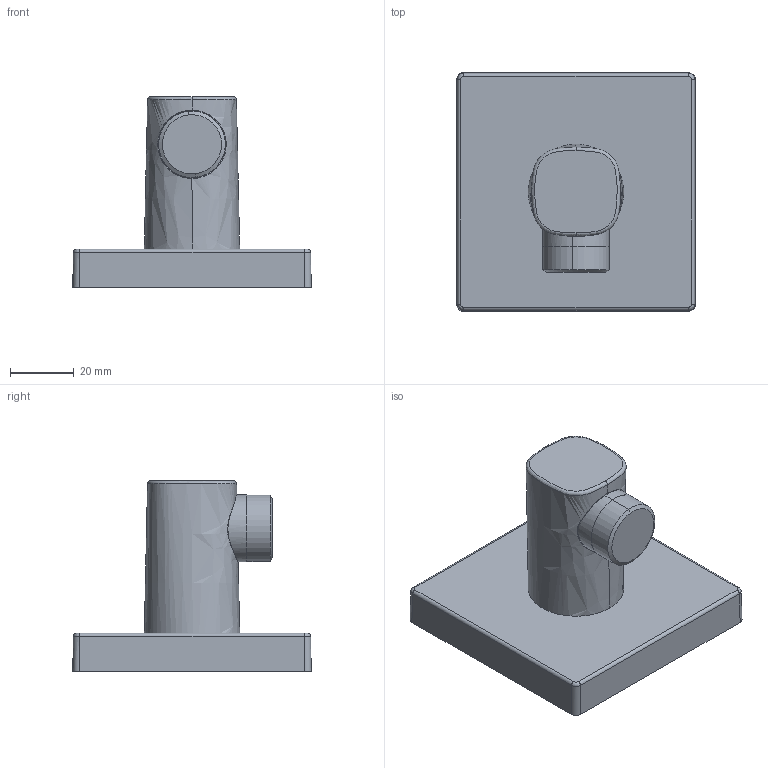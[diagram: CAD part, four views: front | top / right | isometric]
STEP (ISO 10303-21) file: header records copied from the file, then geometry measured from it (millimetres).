
FILE_DESCRIPTION (( 'STEP AP203' ), '1' );
FILE_NAME ('223304(2017)+51180180.STEP', '2017-03-14T10:39:40', ( '' ), ( '' ), 'SwSTEP 2.0', 'SolidWorks 2016', '' );
FILE_SCHEMA (( 'CONFIG_CONTROL_DESIGN' ));
Length unit declared in the file: millimetre
Products named in the file (1): 223304(2017)+51180180
Bounding box: 75 x 75 x 60 mm (x, y, z)
Volume: 104431.4 mm3; surface area: 19829.3 mm2
Topology: 1 solids, 1 shells, 32 faces, 73 edges, 46 vertices
Faces by surface type: cylinder 12, plane 9, bspline 9, cone 2
Entity records: 2835 total; most frequent: CARTESIAN_POINT 2122, ORIENTED_EDGE 146, DIRECTION 106, EDGE_CURVE 73, VERTEX_POINT 46, AXIS2_PLACEMENT_3D 40, EDGE_LOOP 35, ADVANCED_FACE 32
